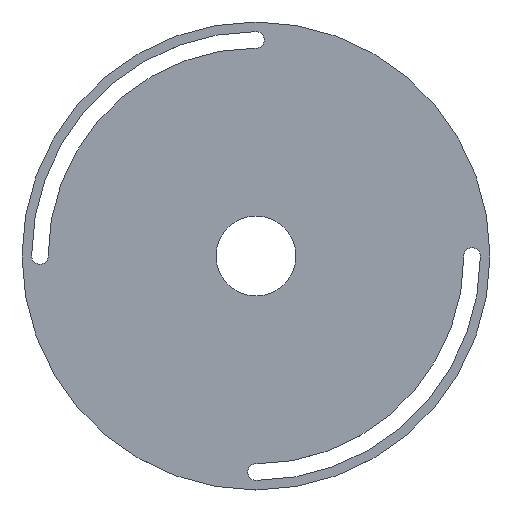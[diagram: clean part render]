
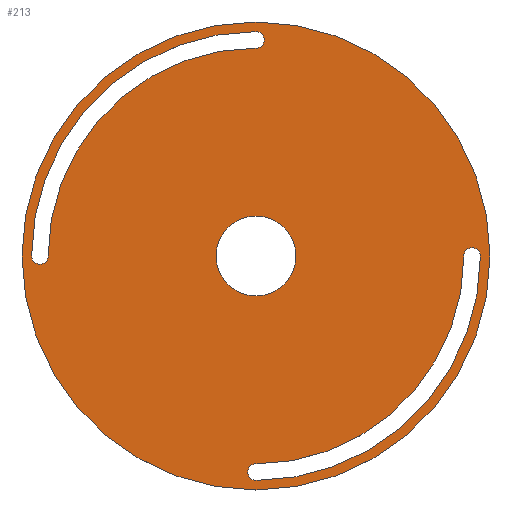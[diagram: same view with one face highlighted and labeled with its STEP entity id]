
A CAD part, top view. The second image highlights one B-rep face of the part: STEP entity #213.
In plain terms, the highlighted planar face has unit normal (0, 0, 1).
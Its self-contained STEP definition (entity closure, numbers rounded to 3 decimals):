
#45=FACE_BOUND('',#64,.T.);
#46=FACE_BOUND('',#65,.T.);
#47=FACE_BOUND('',#66,.T.);
#51=FACE_OUTER_BOUND('',#63,.T.);
#63=EDGE_LOOP('',(#151));
#64=EDGE_LOOP('',(#152));
#65=EDGE_LOOP('',(#153,#154,#155,#156));
#66=EDGE_LOOP('',(#157,#158,#159,#160));
#81=CIRCLE('',#243,85.);
#82=CIRCLE('',#244,14.5);
#83=CIRCLE('',#245,81.5);
#84=CIRCLE('',#246,3.);
#85=CIRCLE('',#247,75.5);
#86=CIRCLE('',#248,3.);
#87=CIRCLE('',#249,75.5);
#88=CIRCLE('',#250,3.);
#89=CIRCLE('',#251,81.5);
#90=CIRCLE('',#252,3.);
#101=VERTEX_POINT('',#352);
#102=VERTEX_POINT('',#354);
#103=VERTEX_POINT('',#356);
#104=VERTEX_POINT('',#357);
#105=VERTEX_POINT('',#359);
#106=VERTEX_POINT('',#361);
#107=VERTEX_POINT('',#364);
#108=VERTEX_POINT('',#365);
#109=VERTEX_POINT('',#367);
#110=VERTEX_POINT('',#369);
#121=EDGE_CURVE('',#101,#101,#81,.T.);
#122=EDGE_CURVE('',#102,#102,#82,.T.);
#123=EDGE_CURVE('',#103,#104,#83,.T.);
#124=EDGE_CURVE('',#105,#103,#84,.T.);
#125=EDGE_CURVE('',#106,#105,#85,.T.);
#126=EDGE_CURVE('',#104,#106,#86,.T.);
#127=EDGE_CURVE('',#107,#108,#87,.T.);
#128=EDGE_CURVE('',#109,#107,#88,.T.);
#129=EDGE_CURVE('',#110,#109,#89,.T.);
#130=EDGE_CURVE('',#108,#110,#90,.T.);
#151=ORIENTED_EDGE('',*,*,#121,.T.);
#152=ORIENTED_EDGE('',*,*,#122,.F.);
#153=ORIENTED_EDGE('',*,*,#123,.F.);
#154=ORIENTED_EDGE('',*,*,#124,.F.);
#155=ORIENTED_EDGE('',*,*,#125,.F.);
#156=ORIENTED_EDGE('',*,*,#126,.F.);
#157=ORIENTED_EDGE('',*,*,#127,.F.);
#158=ORIENTED_EDGE('',*,*,#128,.F.);
#159=ORIENTED_EDGE('',*,*,#129,.F.);
#160=ORIENTED_EDGE('',*,*,#130,.F.);
#211=PLANE('',#242);
#213=ADVANCED_FACE('',(#51,#45,#46,#47),#211,.T.);
#242=AXIS2_PLACEMENT_3D('',#351,#276,#277);
#243=AXIS2_PLACEMENT_3D('',#353,#278,#279);
#244=AXIS2_PLACEMENT_3D('',#355,#280,#281);
#245=AXIS2_PLACEMENT_3D('',#358,#282,#283);
#246=AXIS2_PLACEMENT_3D('',#360,#284,#285);
#247=AXIS2_PLACEMENT_3D('',#362,#286,#287);
#248=AXIS2_PLACEMENT_3D('',#363,#288,#289);
#249=AXIS2_PLACEMENT_3D('',#366,#290,#291);
#250=AXIS2_PLACEMENT_3D('',#368,#292,#293);
#251=AXIS2_PLACEMENT_3D('',#370,#294,#295);
#252=AXIS2_PLACEMENT_3D('',#371,#296,#297);
#276=DIRECTION('center_axis',(0.,0.,1.));
#277=DIRECTION('ref_axis',(1.,0.,0.));
#278=DIRECTION('center_axis',(0.,0.,1.));
#279=DIRECTION('ref_axis',(1.,0.,0.));
#280=DIRECTION('center_axis',(0.,0.,1.));
#281=DIRECTION('ref_axis',(1.,0.,0.));
#282=DIRECTION('center_axis',(0.,0.,1.));
#283=DIRECTION('ref_axis',(-1.,0.,0.));
#284=DIRECTION('center_axis',(0.,0.,1.));
#285=DIRECTION('ref_axis',(-1.,0.,0.));
#286=DIRECTION('center_axis',(0.,0.,-1.));
#287=DIRECTION('ref_axis',(-1.,0.,0.));
#288=DIRECTION('center_axis',(0.,0.,1.));
#289=DIRECTION('ref_axis',(-1.,0.,0.));
#290=DIRECTION('center_axis',(0.,0.,-1.));
#291=DIRECTION('ref_axis',(1.,0.,0.));
#292=DIRECTION('center_axis',(0.,0.,1.));
#293=DIRECTION('ref_axis',(1.,0.,0.));
#294=DIRECTION('center_axis',(0.,0.,1.));
#295=DIRECTION('ref_axis',(1.,0.,0.));
#296=DIRECTION('center_axis',(0.,0.,1.));
#297=DIRECTION('ref_axis',(1.,0.,0.));
#351=CARTESIAN_POINT('Origin',(0.,0.,1.));
#352=CARTESIAN_POINT('',(85.,0.,1.));
#353=CARTESIAN_POINT('Origin',(0.,0.,1.));
#354=CARTESIAN_POINT('',(14.5,0.,1.));
#355=CARTESIAN_POINT('Origin',(0.,0.,1.));
#356=CARTESIAN_POINT('',(0.,-81.5,1.));
#357=CARTESIAN_POINT('',(81.5,0.,1.));
#358=CARTESIAN_POINT('Origin',(0.,0.,1.));
#359=CARTESIAN_POINT('',(0.,-75.5,1.));
#360=CARTESIAN_POINT('Origin',(0.,-78.5,1.));
#361=CARTESIAN_POINT('',(75.5,0.,1.));
#362=CARTESIAN_POINT('Origin',(0.,0.,1.));
#363=CARTESIAN_POINT('Origin',(78.5,0.,1.));
#364=CARTESIAN_POINT('',(-75.5,0.,1.));
#365=CARTESIAN_POINT('',(0.,75.5,1.));
#366=CARTESIAN_POINT('Origin',(0.,0.,1.));
#367=CARTESIAN_POINT('',(-81.5,0.,1.));
#368=CARTESIAN_POINT('Origin',(-78.5,0.,1.));
#369=CARTESIAN_POINT('',(0.,81.5,1.));
#370=CARTESIAN_POINT('Origin',(0.,0.,1.));
#371=CARTESIAN_POINT('Origin',(0.,78.5,1.));
